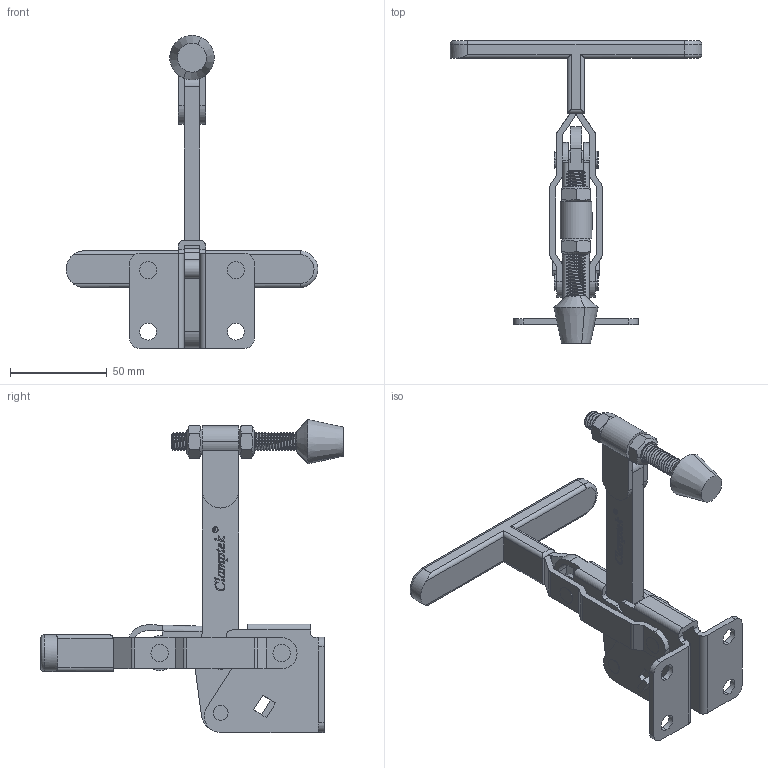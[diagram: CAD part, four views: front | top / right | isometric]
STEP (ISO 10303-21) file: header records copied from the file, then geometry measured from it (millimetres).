
FILE_DESCRIPTION (( 'STEP AP203' ), '1' );
FILE_NAME ('CH-12295.STEP', '2017-11-09T03:23:57', ( 'Windows' ), ( 'Microsoft' ), 'SwSTEP 2.0', 'SolidWorks 2015', '' );
FILE_SCHEMA (( 'CONFIG_CONTROL_DESIGN' ));
Length unit declared in the file: millimetre
Products named in the file (11): T-HANDLE; CH-12265-05; CH-12265-06; CH-12265-08; CH-12265-09; CH-FC-38312 SPINDLE SUPPLIED; CH-12265-01 FLANGED BASE; CH-FC-38312 NUT; CH-12265-04 CONNECTING-PLATE; CH-12295; CH-12295-02 SOLID BAR_默认<按加工>
Assembly tree (15 placements, depth 2):
  CH-12295
    CH-12265-01 FLANGED BASE
    CH-12265-04 CONNECTING-PLATE
    CH-12295-02 SOLID BAR_默认<按加工>
    T-HANDLE
    CH-12265-05  x2
    CH-12265-06  x2
    CH-12265-08  x2
    CH-12265-09  x2
    CH-FC-38312 SPINDLE SUPPLIED
    CH-FC-38312 NUT  x2
Bounding box: 130.03 x 156.46 x 161.7 mm (x, y, z)
Volume: 106454.3 mm3; surface area: 63410.1 mm2
Topology: 16 solids, 17 shells, 816 faces, 2177 edges, 1422 vertices
Faces by surface type: plane 291, cylinder 248, bspline 176, cone 95, torus 3, sphere 3
Entity records: 35959 total; most frequent: CARTESIAN_POINT 17566, ORIENTED_EDGE 4000, DIRECTION 2889, EDGE_CURVE 2000, VERTEX_POINT 1312, VECTOR 1081, LINE 1081, AXIS2_PLACEMENT_3D 904
